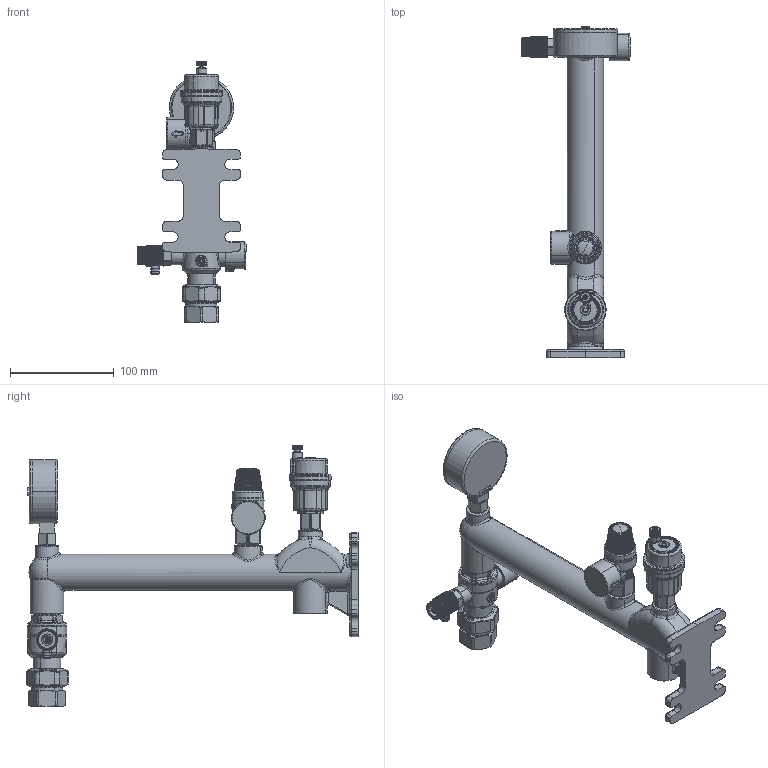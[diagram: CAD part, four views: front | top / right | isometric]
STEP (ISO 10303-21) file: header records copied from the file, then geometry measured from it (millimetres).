
FILE_DESCRIPTION(('CATIA V5 STEP Exchange'),'2;1');
FILE_NAME('STEP_336631_-_TST.stp','2018-12-04T09:07:12+00:00',('none'),('none'),'CATIA Version 5-6 Release 2016 SP4','CATIA V5 STEP AP203','none');
FILE_SCHEMA(('CONFIG_CONTROL_DESIGN'));
Products named in the file (1): 336631 - TST
Bounding box: 104.6 x 320.33 x 251.8 mm (x, y, z)
Volume: 659593.4 mm3; surface area: 133078.8 mm2
Topology: 2 solids, 21 shells, 6240 faces, 15639 edges, 9161 vertices
Faces by surface type: bspline 2091, plane 1635, cylinder 1101, cone 389, torus 355, sphere 351, extrusion 313, revolution 5
Entity records: 298667 total; most frequent: CARTESIAN_POINT 179512, ORIENTED_EDGE 30434, EDGE_CURVE 15217, DIRECTION 13630, VERTEX_POINT 9161, B_SPLINE_CURVE_WITH_KNOTS 8082, EDGE_LOOP 6436, ADVANCED_FACE 6240
